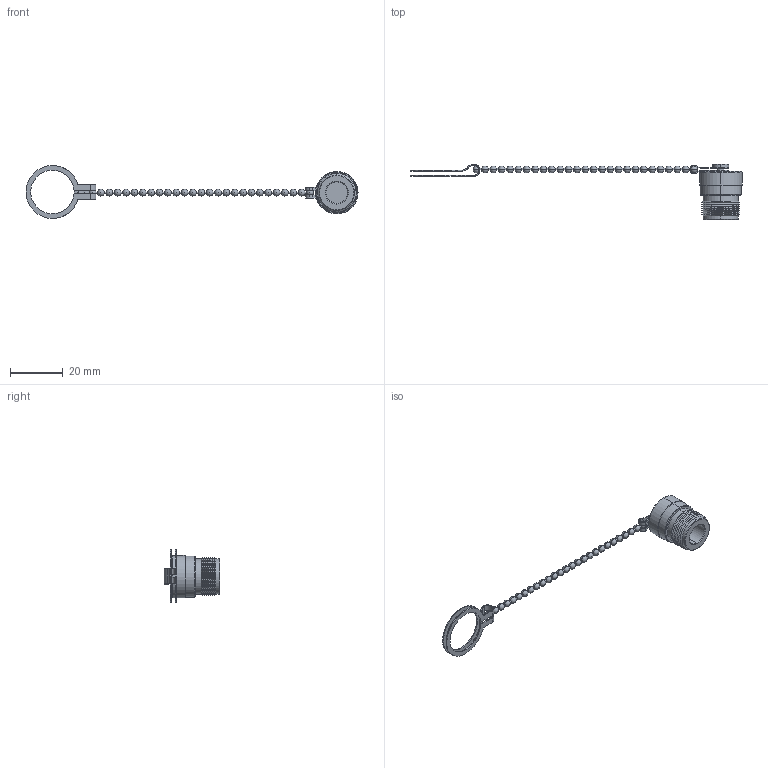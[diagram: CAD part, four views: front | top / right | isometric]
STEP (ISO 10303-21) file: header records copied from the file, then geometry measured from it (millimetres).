
FILE_DESCRIPTION (( 'STEP AP214' ), '1' );
FILE_NAME ('ANF-CAP01_3D.STEP', '2021-11-18T14:43:09', ( '' ), ( '' ), 'SwSTEP 2.0', 'SolidWorks 2021', '' );
FILE_SCHEMA (( 'AUTOMOTIVE_DESIGN' ));
Length unit declared in the file: inch
Products named in the file (5): ANF-CAP01-MA3; ANF-CAP01; ANF-CAP01_3D; ANF-CAP01-MA4; ANF-CAP01-MA2
Assembly tree (4 placements, depth 2):
  ANF-CAP01_3D
    ANF-CAP01
    ANF-CAP01-MA4
    ANF-CAP01-MA3
    ANF-CAP01-MA2
Bounding box: 126.05 x 21.15 x 20.07 mm (x, y, z)
Volume: 3145 mm3; surface area: 3206.5 mm2
Topology: 4 solids, 4 shells, 249 faces, 775 edges, 483 vertices
Faces by surface type: cylinder 124, sphere 54, cone 36, plane 35
Entity records: 7835 total; most frequent: DIRECTION 1506, CARTESIAN_POINT 1277, ORIENTED_EDGE 1228, AXIS2_PLACEMENT_3D 641, EDGE_CURVE 614, CIRCLE 385, VERTEX_POINT 376, EDGE_LOOP 262
